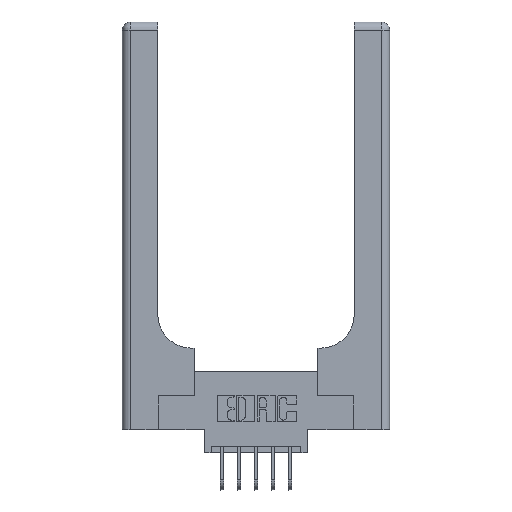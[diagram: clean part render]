
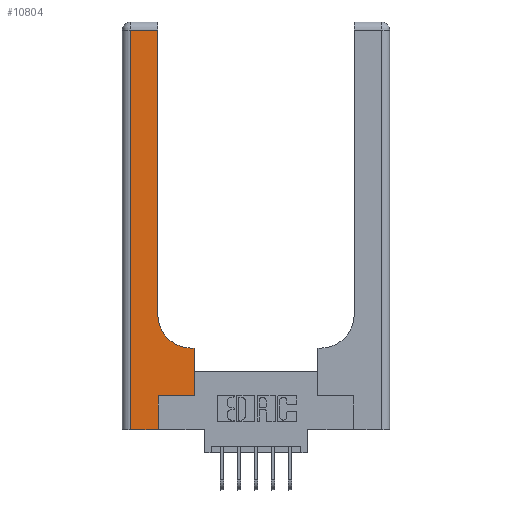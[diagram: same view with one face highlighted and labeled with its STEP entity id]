
A CAD part, top view. The second image highlights one B-rep face of the part: STEP entity #10804.
In plain terms, the highlighted planar face has unit normal (0, 0, 1).
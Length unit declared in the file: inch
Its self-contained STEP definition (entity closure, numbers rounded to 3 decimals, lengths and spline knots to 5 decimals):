
#259 = PLANE ( 'NONE',  #586 ) ;
#586 = AXIS2_PLACEMENT_3D ( 'NONE', #5494, #8869, #2092 ) ;
#893 = LINE ( 'NONE', #5215, #13032 ) ;
#1312 = AXIS2_PLACEMENT_3D ( 'NONE', #11246, #5904, #1644 ) ;
#1395 = CARTESIAN_POINT ( 'NONE',  ( 0.265, 0., 0.37 ) ) ;
#1453 = EDGE_CURVE ( 'NONE', #9021, #13226, #7391, .T. ) ;
#1477 = CARTESIAN_POINT ( 'NONE',  ( 0., 2.94, 0.37 ) ) ;
#1538 = VECTOR ( 'NONE', #11346, 39.37008 ) ;
#1644 = DIRECTION ( 'NONE',  ( 1., 0., 0. ) ) ;
#2092 = DIRECTION ( 'NONE',  ( -1., 0., 0. ) ) ;
#2101 = ORIENTED_EDGE ( 'NONE', *, *, #5770, .T. ) ;
#2297 = DIRECTION ( 'NONE',  ( -1., 0., 0. ) ) ;
#2419 = EDGE_CURVE ( 'NONE', #10656, #2702, #5981, .T. ) ;
#2433 = ORIENTED_EDGE ( 'NONE', *, *, #12734, .T. ) ;
#2451 = ORIENTED_EDGE ( 'NONE', *, *, #7902, .T. ) ;
#2702 = VERTEX_POINT ( 'NONE', #6396 ) ;
#2780 = CARTESIAN_POINT ( 'NONE',  ( 0.528, 0.25, 0.37 ) ) ;
#3014 = VECTOR ( 'NONE', #9022, 39.37008 ) ;
#4162 = LINE ( 'NONE', #10385, #8919 ) ;
#4445 = VERTEX_POINT ( 'NONE', #7320 ) ;
#4669 = ORIENTED_EDGE ( 'NONE', *, *, #7298, .T. ) ;
#4783 = CARTESIAN_POINT ( 'NONE',  ( 0.26, 0.6, 0.37 ) ) ;
#4926 = VECTOR ( 'NONE', #5802, 39.37008 ) ;
#5215 = CARTESIAN_POINT ( 'NONE',  ( 0.265, 0.25, 0.37 ) ) ;
#5276 = DIRECTION ( 'NONE',  ( 1., 0., 0. ) ) ;
#5380 = CARTESIAN_POINT ( 'NONE',  ( 0.528, 0.6, 0.37 ) ) ;
#5410 = CARTESIAN_POINT ( 'NONE',  ( 0.528, 0.25, 0.37 ) ) ;
#5494 = CARTESIAN_POINT ( 'NONE',  ( 0., 3., 0.37 ) ) ;
#5538 = VERTEX_POINT ( 'NONE', #9774 ) ;
#5770 = EDGE_CURVE ( 'NONE', #13280, #10656, #12583, .T. ) ;
#5802 = DIRECTION ( 'NONE',  ( -1., 0., 0. ) ) ;
#5904 = DIRECTION ( 'NONE',  ( 0., 0., -1. ) ) ;
#5973 = ORIENTED_EDGE ( 'NONE', *, *, #6387, .T. ) ;
#5981 = LINE ( 'NONE', #1395, #3014 ) ;
#6175 = DIRECTION ( 'NONE',  ( 1., 0., 0. ) ) ;
#6387 = EDGE_CURVE ( 'NONE', #4445, #5538, #10447, .T. ) ;
#6396 = CARTESIAN_POINT ( 'NONE',  ( 0.265, 0.25, 0.37 ) ) ;
#7063 = CARTESIAN_POINT ( 'NONE',  ( 0.06, 2.94, 0.37 ) ) ;
#7064 = CARTESIAN_POINT ( 'NONE',  ( 0.26, 3., 0.37 ) ) ;
#7298 = EDGE_CURVE ( 'NONE', #5538, #13576, #11138, .T. ) ;
#7320 = CARTESIAN_POINT ( 'NONE',  ( 0.26, 0.85, 0.37 ) ) ;
#7391 = LINE ( 'NONE', #5410, #9990 ) ;
#7691 = LINE ( 'NONE', #4783, #13915 ) ;
#7902 = EDGE_CURVE ( 'NONE', #2702, #9021, #893, .T. ) ;
#8392 = CARTESIAN_POINT ( 'NONE',  ( 0.265, 0., 0.37 ) ) ;
#8869 = DIRECTION ( 'NONE',  ( 0., 0., -1. ) ) ;
#8919 = VECTOR ( 'NONE', #10448, 39.37008 ) ;
#9021 = VERTEX_POINT ( 'NONE', #2780 ) ;
#9022 = DIRECTION ( 'NONE',  ( 0., 1., 0. ) ) ;
#9118 = VERTEX_POINT ( 'NONE', #13772 ) ;
#9578 = EDGE_LOOP ( 'NONE', ( #5973, #4669, #10715, #2101, #10129, #2451, #13080, #12311, #2433 ) ) ;
#9774 = CARTESIAN_POINT ( 'NONE',  ( 0.26, 2.94, 0.37 ) ) ;
#9990 = VECTOR ( 'NONE', #13825, 39.37008 ) ;
#10129 = ORIENTED_EDGE ( 'NONE', *, *, #2419, .T. ) ;
#10307 = EDGE_CURVE ( 'NONE', #13576, #13280, #4162, .T. ) ;
#10385 = CARTESIAN_POINT ( 'NONE',  ( 0.06, 3., 0.37 ) ) ;
#10447 = LINE ( 'NONE', #7064, #1538 ) ;
#10448 = DIRECTION ( 'NONE',  ( 0., -1., 0. ) ) ;
#10656 = VERTEX_POINT ( 'NONE', #8392 ) ;
#10715 = ORIENTED_EDGE ( 'NONE', *, *, #10307, .T. ) ;
#10804 = ADVANCED_FACE ( 'NONE', ( #12876 ), #259, .F. ) ;
#11138 = LINE ( 'NONE', #1477, #4926 ) ;
#11246 = CARTESIAN_POINT ( 'NONE',  ( 0.51, 0.85, 0.37 ) ) ;
#11346 = DIRECTION ( 'NONE',  ( 0., 1., 0. ) ) ;
#11520 = CARTESIAN_POINT ( 'NONE',  ( 0., 0., 0.37 ) ) ;
#12311 = ORIENTED_EDGE ( 'NONE', *, *, #13758, .T. ) ;
#12330 = VECTOR ( 'NONE', #6175, 39.37008 ) ;
#12583 = LINE ( 'NONE', #11520, #12330 ) ;
#12734 = EDGE_CURVE ( 'NONE', #9118, #4445, #12785, .T. ) ;
#12785 = CIRCLE ( 'NONE', #1312, 0.25 ) ;
#12876 = FACE_OUTER_BOUND ( 'NONE', #9578, .T. ) ;
#13032 = VECTOR ( 'NONE', #5276, 39.37008 ) ;
#13080 = ORIENTED_EDGE ( 'NONE', *, *, #1453, .T. ) ;
#13226 = VERTEX_POINT ( 'NONE', #5380 ) ;
#13280 = VERTEX_POINT ( 'NONE', #13798 ) ;
#13576 = VERTEX_POINT ( 'NONE', #7063 ) ;
#13758 = EDGE_CURVE ( 'NONE', #13226, #9118, #7691, .T. ) ;
#13772 = CARTESIAN_POINT ( 'NONE',  ( 0.51, 0.6, 0.37 ) ) ;
#13798 = CARTESIAN_POINT ( 'NONE',  ( 0.06, 0., 0.37 ) ) ;
#13825 = DIRECTION ( 'NONE',  ( 0., 1., 0. ) ) ;
#13915 = VECTOR ( 'NONE', #2297, 39.37008 ) ;
